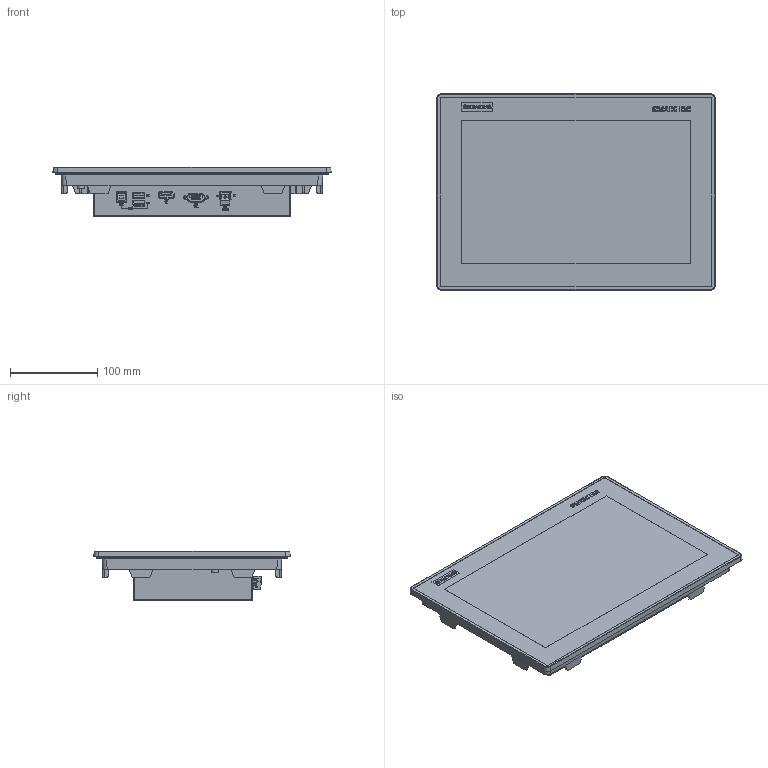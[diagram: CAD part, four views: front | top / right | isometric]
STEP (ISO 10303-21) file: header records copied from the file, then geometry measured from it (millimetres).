
FILE_DESCRIPTION(/* description */ (''),/* implementation_level */ '2;1');
FILE_NAME(/* name */ '6AV7862-2BC00-0AA0_3d.stp',/* time_stamp */ '2024-07-01T15:43:08+02:00',/* author */ (''),/* organization */ (''),/* preprocessor_version */ 'ST-DEVELOPER v18.102',/* originating_system */ 'SIEMENS PLM Software NX 2023',/* authorisation */ '');
FILE_SCHEMA (('AUTOMOTIVE_DESIGN { 1 0 10303 214 3 1 1 1 }'));
Length unit declared in the file: millimetre
Products named in the file (4): A5E43715793A_RS-AA_002_1-PLUG_FEMALE_2P_STR; A5E46817701A_RS-AA_002_1-box; A5E46817709A_RS-AA_002_1-labeling; A5E46817695A_RS-AA_002_4-CAx_6AV78622BC000AA0
Assembly tree (3 placements, depth 2):
  A5E46817695A_RS-AA_002_4-CAx_6AV78622BC000AA0
    A5E46817709A_RS-AA_002_1-labeling
    A5E46817701A_RS-AA_002_1-box
    A5E43715793A_RS-AA_002_1-PLUG_FEMALE_2P_STR
Bounding box: 319.6 x 225.6 x 56.3 mm (x, y, z)
Volume: 2414312.3 mm3; surface area: 207998.6 mm2
Topology: 41 solids, 41 shells, 1337 faces, 3444 edges, 2262 vertices
Faces by surface type: plane 955, cylinder 217, extrusion 139, torus 16, bspline 8, cone 2
Full cylindrical faces by diameter (mm): 0.91 x15, 1.53 x2, 2.35 x2, 2.8 x2, 3 x2, 3.688 x2, 4 x2, 8 x1
Entity records: 51578 total; most frequent: CARTESIAN_POINT 9970, ORIENTED_EDGE 6770, DIRECTION 5969, EDGE_CURVE 3385, VECTOR 2645, LINE 2506, VERTEX_POINT 2240, AXIS2_PLACEMENT_3D 1662
